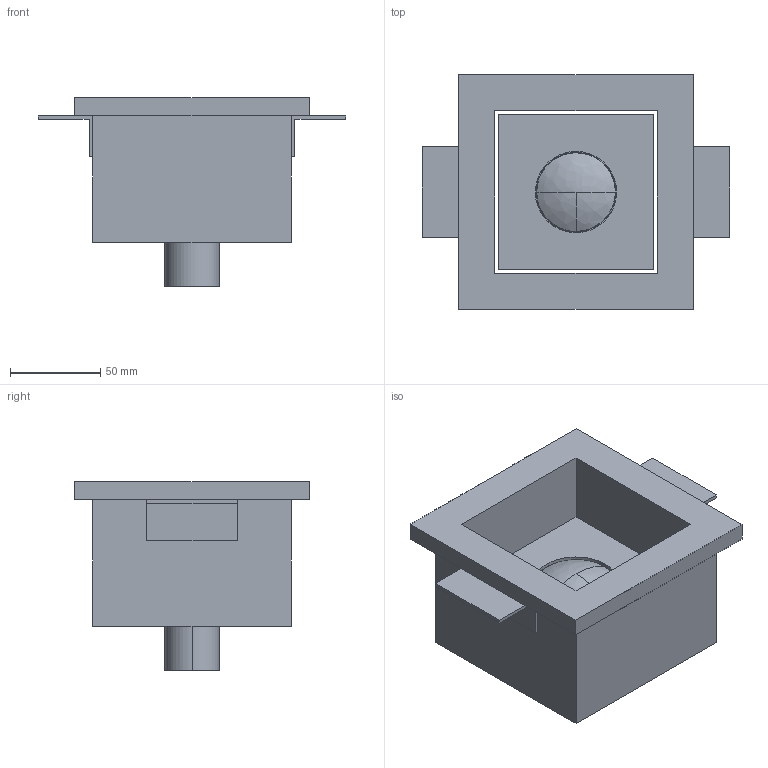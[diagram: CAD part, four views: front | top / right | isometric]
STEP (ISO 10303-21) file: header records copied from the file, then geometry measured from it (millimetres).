
FILE_DESCRIPTION(/* description */ (''),/* implementation_level */ '2;1');
FILE_NAME(/* name */ 'T354_D~1',/* time_stamp */ '2020-11-12T11:13:17+01:00',/* author */ (''),/* organization */ (''),/* preprocessor_version */ 'ST-DEVELOPER v16.5',/* originating_system */ '',/* authorisation */ '');
FILE_SCHEMA (('AUTOMOTIVE_DESIGN'));
Length unit declared in the file: millimetre
Products named in the file (1): Document
Bounding box: 170.01 x 130 x 104.39 mm (x, y, z)
Volume: 408402 mm3; surface area: 130344.4 mm2
Topology: 10 solids, 10 shells, 159 faces, 350 edges, 213 vertices
Faces by surface type: bspline 89, plane 70
Entity records: 6738 total; most frequent: CARTESIAN_POINT 4481, ORIENTED_EDGE 680, EDGE_CURVE 340, VERTEX_POINT 213, EDGE_LOOP 175, B_SPLINE_CURVE_WITH_KNOTS 172, ADVANCED_FACE 159, FACE_OUTER_BOUND 159
